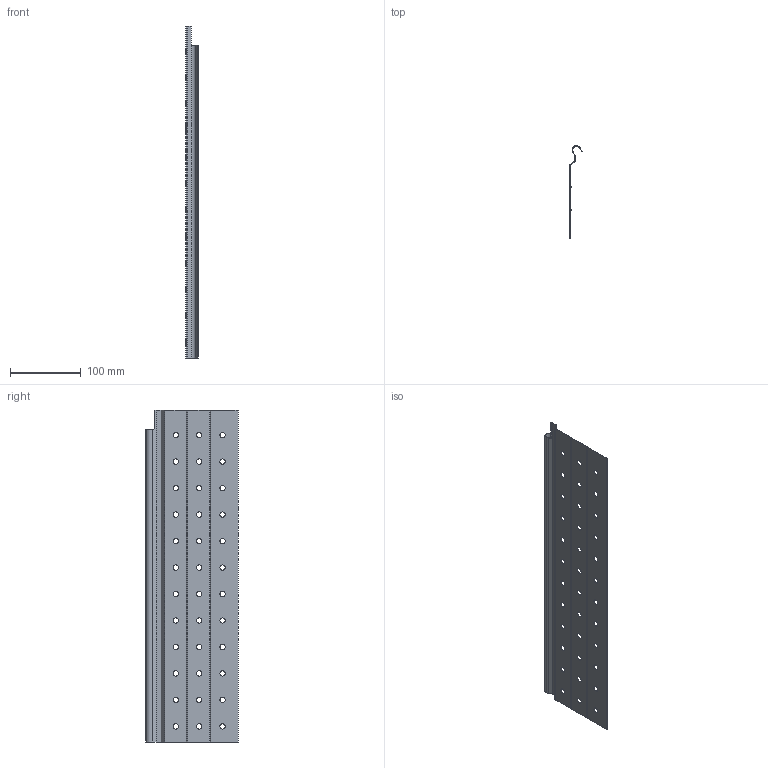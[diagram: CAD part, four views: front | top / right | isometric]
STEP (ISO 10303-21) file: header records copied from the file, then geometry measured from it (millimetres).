
FILE_DESCRIPTION (( 'STEP AP214' ), '1' );
FILE_NAME ('F000397,F000403-RIGHT_3D.step', '2022-10-10T14:01:28', ( '' ), ( '' ), 'SwSTEP 2.0', 'SolidWorks 2020', '' );
FILE_SCHEMA (( 'AUTOMOTIVE_DESIGN' ));
Length unit declared in the file: millimetre
Products named in the file (1): F000397,F000403-RIGHT_3D
Bounding box: 17 x 130.4 x 470 mm (x, y, z)
Volume: 34424 mm3; surface area: 138780.3 mm2
Topology: 1 solids, 1 shells, 102 faces, 300 edges, 200 vertices
Faces by surface type: cylinder 82, plane 20
Entity records: 3666 total; most frequent: DIRECTION 670, CARTESIAN_POINT 603, ORIENTED_EDGE 600, EDGE_CURVE 300, AXIS2_PLACEMENT_3D 267, VERTEX_POINT 200, EDGE_LOOP 174, CIRCLE 164
